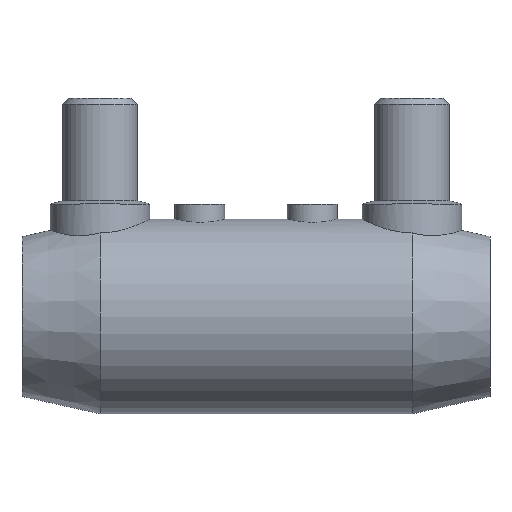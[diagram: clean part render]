
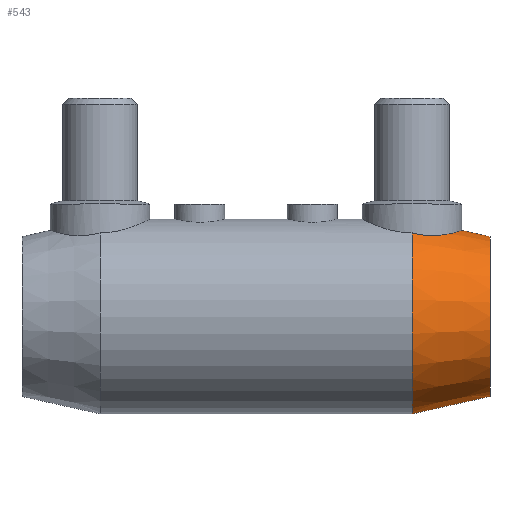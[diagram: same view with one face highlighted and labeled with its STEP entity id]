
A CAD part, top view. The second image highlights one B-rep face of the part: STEP entity #543.
In plain terms, the highlighted conical face has half-angle 12.626 degrees and reference radius 14.2 mm.
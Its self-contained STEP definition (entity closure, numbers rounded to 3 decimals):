
#379 = EDGE_CURVE( '', #455, #633, #1093, .T. );
#455 = VERTEX_POINT( '', #1176 );
#489 = VERTEX_POINT( '', #1213 );
#543 = ADVANCED_FACE( '', ( #1270 ), #1271, .T. );
#551 = VERTEX_POINT( '', #1281 );
#581 = EDGE_CURVE( '', #625, #489, #1315, .T. );
#625 = VERTEX_POINT( '', #1366 );
#633 = VERTEX_POINT( '', #1377 );
#863 = EDGE_CURVE( '', #551, #455, #1641, .T. );
#989 = EDGE_CURVE( '', #625, #633, #1780, .T. );
#1057 = EDGE_CURVE( '', #489, #551, #1853, .T. );
#1093 = B_SPLINE_CURVE_WITH_KNOTS( '', 3, ( #1881, #1882, #1883, #1884, #1885, #1886, #1887, #1888, #1889, #1890, #1891, #1892, #1893, #1894, #1895, #1896, #1897, #1898, #1899, #1900, #1901, #1902, #1903, #1904, #1905, #1906, #1907, #1908, #1909, #1910, #1911, #1912, #1913, #1914, #1915, #1916, #1917, #1918 ), .UNSPECIFIED., .F., .F., ( 4, 2, 2, 2, 2, 2, 2, 2, 2, 2, 2, 2, 2, 2, 2, 2, 2, 2, 4 ), ( 8.283, 9.202, 10.592, 11.981, 13.371, 14.76, 16.176, 17.593, 19.009, 20.425, 21.841, 23.258, 24.674, 26.09, 27.479, 28.869, 30.259, 31.648, 32.567 ), .UNSPECIFIED. );
#1176 = CARTESIAN_POINT( '', ( 32.5, 13.808, 0. ) );
#1213 = CARTESIAN_POINT( '', ( 37., -12.8, 0. ) );
#1270 = FACE_OUTER_BOUND( '', #2273, .T. );
#1271 = CONICAL_SURFACE( '', #2274, 14.2, 0.22 );
#1281 = CARTESIAN_POINT( '', ( 37., 12.8, 0. ) );
#1315 = LINE( '', #2358, #2359 );
#1366 = CARTESIAN_POINT( '', ( 24.5, -15.6, 0. ) );
#1377 = CARTESIAN_POINT( '', ( 24.5, 13.393, 8. ) );
#1641 = LINE( '', #2923, #2924 );
#1780 = CIRCLE( '', #3191, 15.6 );
#1853 = CIRCLE( '', #3295, 12.8 );
#1881 = CARTESIAN_POINT( '', ( 24.5, 13.393, -8. ) );
#1882 = CARTESIAN_POINT( '', ( 24.811, 13.311, -8. ) );
#1883 = CARTESIAN_POINT( '', ( 25.12, 13.242, -7.982 ) );
#1884 = CARTESIAN_POINT( '', ( 25.871, 13.098, -7.895 ) );
#1885 = CARTESIAN_POINT( '', ( 26.337, 13.032, -7.801 ) );
#1886 = CARTESIAN_POINT( '', ( 27.262, 12.956, -7.524 ) );
#1887 = CARTESIAN_POINT( '', ( 27.72, 12.944, -7.34 ) );
#1888 = CARTESIAN_POINT( '', ( 28.594, 12.967, -6.891 ) );
#1889 = CARTESIAN_POINT( '', ( 29.01, 13.002, -6.625 ) );
#1890 = CARTESIAN_POINT( '', ( 29.776, 13.098, -6.033 ) );
#1891 = CARTESIAN_POINT( '', ( 30.126, 13.16, -5.706 ) );
#1892 = CARTESIAN_POINT( '', ( 30.747, 13.289, -5.019 ) );
#1893 = CARTESIAN_POINT( '', ( 31.041, 13.361, -4.632 ) );
#1894 = CARTESIAN_POINT( '', ( 31.559, 13.501, -3.797 ) );
#1895 = CARTESIAN_POINT( '', ( 31.783, 13.569, -3.348 ) );
#1896 = CARTESIAN_POINT( '', ( 32.143, 13.684, -2.416 ) );
#1897 = CARTESIAN_POINT( '', ( 32.279, 13.731, -1.932 ) );
#1898 = CARTESIAN_POINT( '', ( 32.458, 13.793, -0.96 ) );
#1899 = CARTESIAN_POINT( '', ( 32.5, 13.808, -0.472 ) );
#1900 = CARTESIAN_POINT( '', ( 32.5, 13.808, 0.472 ) );
#1901 = CARTESIAN_POINT( '', ( 32.458, 13.793, 0.96 ) );
#1902 = CARTESIAN_POINT( '', ( 32.279, 13.731, 1.932 ) );
#1903 = CARTESIAN_POINT( '', ( 32.143, 13.684, 2.416 ) );
#1904 = CARTESIAN_POINT( '', ( 31.783, 13.569, 3.348 ) );
#1905 = CARTESIAN_POINT( '', ( 31.559, 13.501, 3.797 ) );
#1906 = CARTESIAN_POINT( '', ( 31.041, 13.361, 4.632 ) );
#1907 = CARTESIAN_POINT( '', ( 30.747, 13.289, 5.019 ) );
#1908 = CARTESIAN_POINT( '', ( 30.126, 13.16, 5.706 ) );
#1909 = CARTESIAN_POINT( '', ( 29.776, 13.098, 6.033 ) );
#1910 = CARTESIAN_POINT( '', ( 29.01, 13.002, 6.625 ) );
#1911 = CARTESIAN_POINT( '', ( 28.594, 12.967, 6.891 ) );
#1912 = CARTESIAN_POINT( '', ( 27.72, 12.944, 7.34 ) );
#1913 = CARTESIAN_POINT( '', ( 27.262, 12.956, 7.524 ) );
#1914 = CARTESIAN_POINT( '', ( 26.337, 13.032, 7.801 ) );
#1915 = CARTESIAN_POINT( '', ( 25.871, 13.098, 7.895 ) );
#1916 = CARTESIAN_POINT( '', ( 25.12, 13.242, 7.982 ) );
#1917 = CARTESIAN_POINT( '', ( 24.811, 13.311, 8. ) );
#1918 = CARTESIAN_POINT( '', ( 24.5, 13.393, 8. ) );
#2273 = EDGE_LOOP( '', ( #3496, #3497, #3498, #3499, #3500 ) );
#2274 = AXIS2_PLACEMENT_3D( '', #3501, #3502, #3503 );
#2358 = CARTESIAN_POINT( '', ( 30.75, -14.2, 0. ) );
#2359 = VECTOR( '', #3563, 1. );
#2923 = CARTESIAN_POINT( '', ( 30.75, 14.2, 0. ) );
#2924 = VECTOR( '', #4011, 1. );
#3191 = AXIS2_PLACEMENT_3D( '', #4168, #4169, #4170 );
#3295 = AXIS2_PLACEMENT_3D( '', #4247, #4248, #4249 );
#3496 = ORIENTED_EDGE( '', *, *, #863, .T. );
#3497 = ORIENTED_EDGE( '', *, *, #379, .T. );
#3498 = ORIENTED_EDGE( '', *, *, #989, .F. );
#3499 = ORIENTED_EDGE( '', *, *, #581, .T. );
#3500 = ORIENTED_EDGE( '', *, *, #1057, .T. );
#3501 = CARTESIAN_POINT( '', ( 30.75, 0., 0. ) );
#3502 = DIRECTION( '', ( -1., 0., 0. ) );
#3503 = DIRECTION( '', ( 0., 1., 0. ) );
#3563 = DIRECTION( '', ( 0.976, 0.219, 0. ) );
#4011 = DIRECTION( '', ( -0.976, 0.219, 0. ) );
#4168 = CARTESIAN_POINT( '', ( 24.5, 0., 0. ) );
#4169 = DIRECTION( '', ( -1., 0., 0. ) );
#4170 = DIRECTION( '', ( 0., 1., 0. ) );
#4247 = CARTESIAN_POINT( '', ( 37., 0., 0. ) );
#4248 = DIRECTION( '', ( -1., 0., 0. ) );
#4249 = DIRECTION( '', ( 0., 1., 0. ) );
